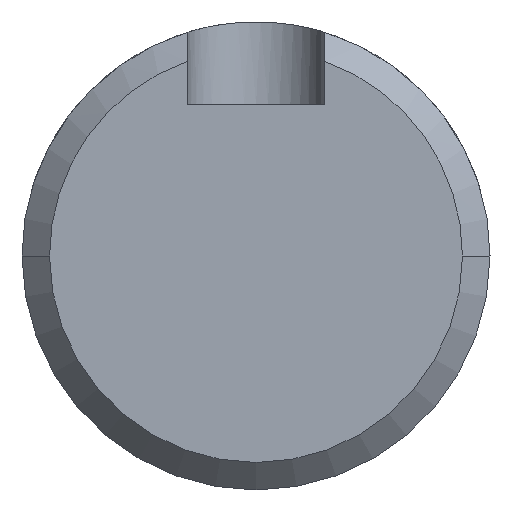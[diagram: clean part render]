
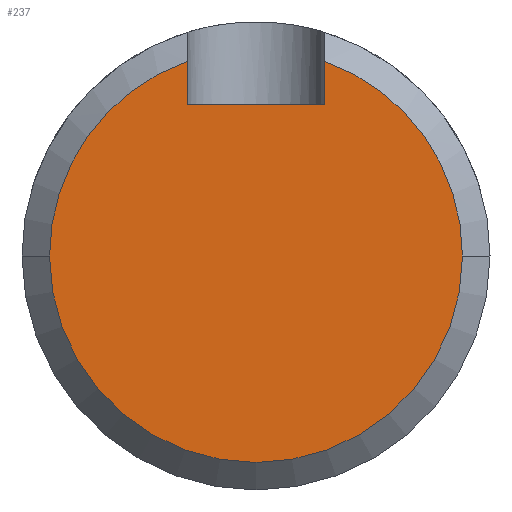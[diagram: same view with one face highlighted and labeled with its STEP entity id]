
A CAD part, left-side view. The second image highlights one B-rep face of the part: STEP entity #237.
In plain terms, the highlighted planar face has unit normal (-1, 0, 0).
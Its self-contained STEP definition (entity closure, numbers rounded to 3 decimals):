
#61=CARTESIAN_POINT('Vertex',(0.,-2.5,5.5)) ;
#77=CARTESIAN_POINT('Vertex',(0.,2.5,5.5)) ;
#80=CARTESIAN_POINT('Line Origine',(0.,0.,5.5)) ;
#104=CARTESIAN_POINT('Line Origine',(0.,-2.5,6.286)) ;
#108=CARTESIAN_POINT('Vertex',(0.,-2.5,7.071)) ;
#175=CARTESIAN_POINT('Line Origine',(0.,2.5,6.286)) ;
#179=CARTESIAN_POINT('Vertex',(0.,2.5,7.071)) ;
#205=CARTESIAN_POINT('Axis2P3D Location',(0.,0.,0.)) ;
#210=CARTESIAN_POINT('Axis2P3D Location',(0.,0.,0.)) ;
#214=CARTESIAN_POINT('Vertex',(0.,7.5,0.)) ;
#217=CARTESIAN_POINT('Axis2P3D Location',(0.,0.,0.)) ;
#221=CARTESIAN_POINT('Vertex',(0.,-7.5,0.)) ;
#224=CARTESIAN_POINT('Axis2P3D Location',(0.,0.,0.)) ;
#81=DIRECTION('Vector Direction',(0.,-1.,0.)) ;
#105=DIRECTION('Vector Direction',(0.,0.,1.)) ;
#176=DIRECTION('Vector Direction',(0.,0.,1.)) ;
#206=DIRECTION('Axis2P3D Direction',(1.,0.,0.)) ;
#207=DIRECTION('Axis2P3D XDirection',(0.,1.,0.)) ;
#211=DIRECTION('Axis2P3D Direction',(1.,0.,0.)) ;
#218=DIRECTION('Axis2P3D Direction',(1.,0.,0.)) ;
#225=DIRECTION('Axis2P3D Direction',(1.,0.,0.)) ;
#208=AXIS2_PLACEMENT_3D('Plane Axis2P3D',#205,#206,#207) ;
#212=AXIS2_PLACEMENT_3D('Circle Axis2P3D',#210,#211,$) ;
#219=AXIS2_PLACEMENT_3D('Circle Axis2P3D',#217,#218,$) ;
#226=AXIS2_PLACEMENT_3D('Circle Axis2P3D',#224,#225,$) ;
#230=ORIENTED_EDGE('',*,*,#110,.F.) ;
#231=ORIENTED_EDGE('',*,*,#84,.F.) ;
#232=ORIENTED_EDGE('',*,*,#181,.T.) ;
#233=ORIENTED_EDGE('',*,*,#216,.F.) ;
#234=ORIENTED_EDGE('',*,*,#223,.F.) ;
#235=ORIENTED_EDGE('',*,*,#228,.F.) ;
#82=VECTOR('Line Direction',#81,1.) ;
#106=VECTOR('Line Direction',#105,1.) ;
#177=VECTOR('Line Direction',#176,1.) ;
#237=ADVANCED_FACE('Corps principal',(#236),#209,.F.) ;
#213=CIRCLE('generated circle',#212,7.5) ;
#220=CIRCLE('generated circle',#219,7.5) ;
#227=CIRCLE('generated circle',#226,7.5) ;
#84=EDGE_CURVE('',#78,#62,#83,.T.) ;
#110=EDGE_CURVE('',#62,#109,#107,.T.) ;
#181=EDGE_CURVE('',#78,#180,#178,.T.) ;
#216=EDGE_CURVE('',#215,#180,#213,.T.) ;
#223=EDGE_CURVE('',#222,#215,#220,.T.) ;
#228=EDGE_CURVE('',#109,#222,#227,.T.) ;
#229=EDGE_LOOP('',(#230,#231,#232,#233,#234,#235)) ;
#236=FACE_OUTER_BOUND('',#229,.T.) ;
#83=LINE('Line',#80,#82) ;
#107=LINE('Line',#104,#106) ;
#178=LINE('Line',#175,#177) ;
#209=PLANE('Plane',#208) ;
#62=VERTEX_POINT('',#61) ;
#78=VERTEX_POINT('',#77) ;
#109=VERTEX_POINT('',#108) ;
#180=VERTEX_POINT('',#179) ;
#215=VERTEX_POINT('',#214) ;
#222=VERTEX_POINT('',#221) ;
